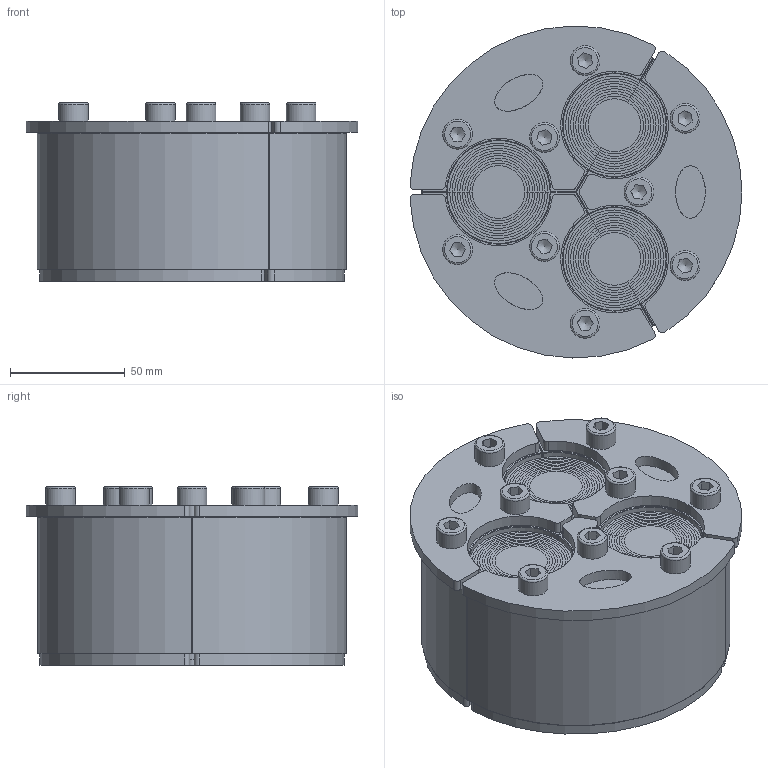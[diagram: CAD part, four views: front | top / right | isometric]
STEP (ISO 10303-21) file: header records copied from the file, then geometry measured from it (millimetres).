
FILE_DESCRIPTION((''),'2;1');
FILE_NAME('H3135UG.stp','2015-11-26T16:04:17',('se-milkar'),(''),'Autodesk Inventor 2013','Autodesk Inventor 2013','');
FILE_SCHEMA(('AUTOMOTIVE_DESIGN { 1 0 10303 214 1 1 1 1 }'));
Length unit declared in the file: millimetre
Products named in the file (18): 100-038997; 100-038810; 100-038809; 100-051804; 100-038808; 100-051806; 100-051811; 100-051819; 100-051818; 100-051817; 100-051816; 100-051815; 100-051814; 100-051813; 100-051812; 100-051820; 100-002351; Core 23
Assembly tree (34 placements, depth 4):
  100-038997
    100-038810  x3
    100-038809  x3
    100-051804  x3
      100-038808
      100-051806
        100-051811
        100-051819
        100-051818
        100-051817
        100-051816
        100-051815
        100-051814
        100-051813
        100-051812
        100-051820
    100-002351  x9
    Core 23  x3
Bounding box: 144.93 x 144.97 x 78 mm (x, y, z)
Volume: 950923.8 mm3; surface area: 541982.3 mm2
Topology: 81 solids, 81 shells, 780 faces, 1689 edges, 1038 vertices
Faces by surface type: plane 381, cylinder 282, torus 54, sphere 42, cone 18, bspline 3
Full cylindrical faces by diameter (mm): 6.8 x9, 7 x9, 8 x9, 8.5 x9, 13 x9, 23 x3
Entity records: 5199 total; most frequent: DIRECTION 946, CARTESIAN_POINT 817, ORIENTED_EDGE 682, AXIS2_PLACEMENT_3D 390, EDGE_CURVE 341, VERTEX_POINT 225, EDGE_LOOP 214, FACE_OUTER_BOUND 170
